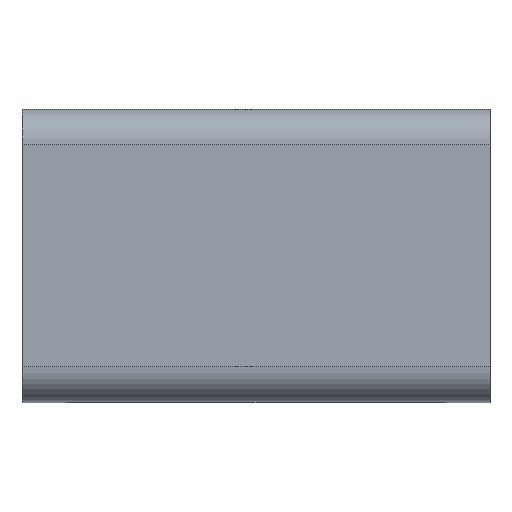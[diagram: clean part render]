
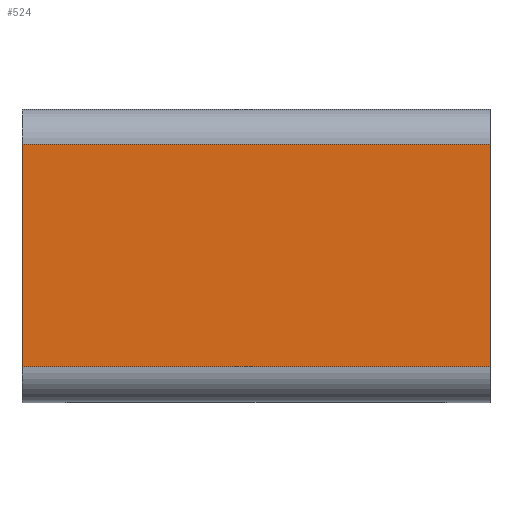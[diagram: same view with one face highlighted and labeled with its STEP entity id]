
A CAD part, top view. The second image highlights one B-rep face of the part: STEP entity #524.
In plain terms, the highlighted planar face has unit normal (0, 0, 1).
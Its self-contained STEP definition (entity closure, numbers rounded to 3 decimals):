
#74=ORIENTED_EDGE('',*,*,#210,.T.);
#75=ORIENTED_EDGE('',*,*,#211,.F.);
#76=ORIENTED_EDGE('',*,*,#212,.F.);
#77=ORIENTED_EDGE('',*,*,#213,.T.);
#210=EDGE_CURVE('',#278,#279,#330,.T.);
#211=EDGE_CURVE('',#280,#279,#331,.T.);
#212=EDGE_CURVE('',#281,#280,#332,.T.);
#213=EDGE_CURVE('',#281,#278,#333,.T.);
#278=VERTEX_POINT('',#794);
#279=VERTEX_POINT('',#795);
#280=VERTEX_POINT('',#797);
#281=VERTEX_POINT('',#799);
#330=LINE('',#793,#362);
#331=LINE('',#796,#363);
#332=LINE('',#798,#364);
#333=LINE('',#800,#365);
#362=VECTOR('',#633,1000.);
#363=VECTOR('',#634,1000.);
#364=VECTOR('',#635,1000.);
#365=VECTOR('',#636,1000.);
#394=EDGE_LOOP('',(#74,#75,#76,#77));
#454=FACE_BOUND('',#394,.T.);
#514=PLANE('',#565);
#524=ADVANCED_FACE('',(#454),#514,.F.);
#565=AXIS2_PLACEMENT_3D('',#792,#631,#632);
#631=DIRECTION('',(0.,0.,-1.));
#632=DIRECTION('',(-1.,0.,0.));
#633=DIRECTION('',(0.,-1.,0.));
#634=DIRECTION('',(-1.,0.,0.));
#635=DIRECTION('',(0.,-1.,0.));
#636=DIRECTION('',(-1.,0.,0.));
#792=CARTESIAN_POINT('',(80.,88.,100.));
#793=CARTESIAN_POINT('',(-80.,88.,100.));
#794=CARTESIAN_POINT('',(-80.,88.,100.));
#795=CARTESIAN_POINT('',(-80.,12.,100.));
#796=CARTESIAN_POINT('',(80.,12.,100.));
#797=CARTESIAN_POINT('',(80.,12.,100.));
#798=CARTESIAN_POINT('',(80.,88.,100.));
#799=CARTESIAN_POINT('',(80.,88.,100.));
#800=CARTESIAN_POINT('',(80.,88.,100.));
